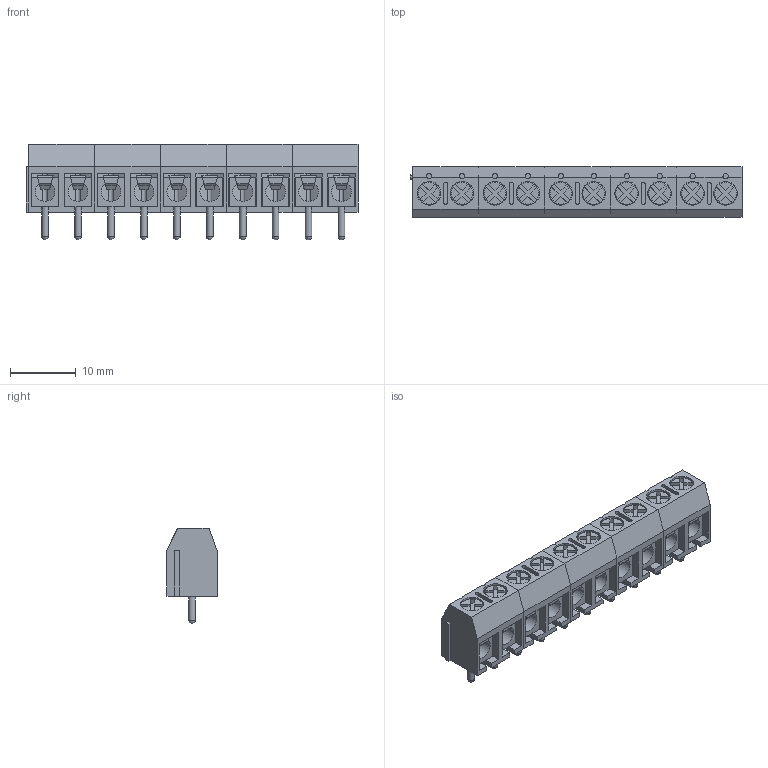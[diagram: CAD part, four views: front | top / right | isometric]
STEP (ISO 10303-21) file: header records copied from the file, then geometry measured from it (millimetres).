
FILE_DESCRIPTION(/* description */ (''),/* implementation_level */ '2;1');
FILE_NAME(/* name */ 'XINYA_XY301-1x10-P5.00 v9.step',/* time_stamp */ '2023-07-31T22:52:27+02:00',/* author */ (''),/* organization */ (''),/* preprocessor_version */ 'ST-DEVELOPER v19.2',/* originating_system */ 'Autodesk Translation Framework v12.6.0.85',/* authorisation */ '');
FILE_SCHEMA (('AUTOMOTIVE_DESIGN { 1 0 10303 214 3 1 1 }'));
Length unit declared in the file: millimetre
Products named in the file (1): XINYA_XY301-1x2-P5.00
Bounding box: 50.4 x 7.6 x 14.5 mm (x, y, z)
Volume: 2849.2 mm3; surface area: 5925.3 mm2
Topology: 35 solids, 35 shells, 605 faces, 1610 edges, 1070 vertices
Faces by surface type: plane 485, cylinder 90, torus 20, sphere 10
Full cylindrical faces by diameter (mm): 0.8 x10, 1 x10, 3 x10, 3.5 x10, 3.6 x10
Entity records: 18997 total; most frequent: CARTESIAN_POINT 3636, ORIENTED_EDGE 3200, DIRECTION 3062, EDGE_CURVE 1600, LINE 1270, VECTOR 1270, VERTEX_POINT 1070, AXIS2_PLACEMENT_3D 896
